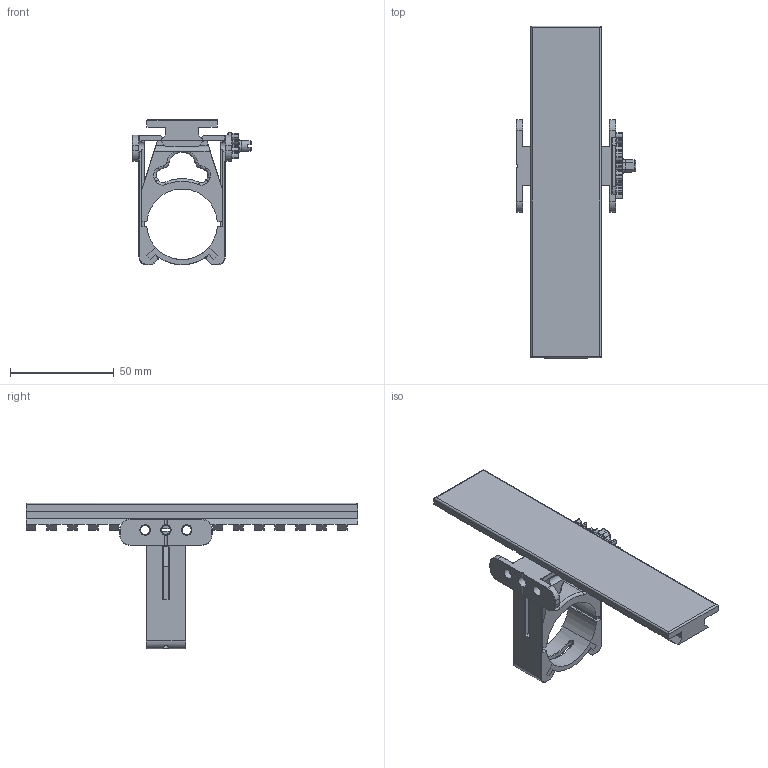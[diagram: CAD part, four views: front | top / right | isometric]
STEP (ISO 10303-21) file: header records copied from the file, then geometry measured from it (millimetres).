
FILE_DESCRIPTION(/* description */ (''),/* implementation_level */ '2;1');
FILE_NAME(/* name */ 'InteBase v14.step',/* time_stamp */ '2020-07-08T13:41:53-04:00',/* author */ (''),/* organization */ (''),/* preprocessor_version */ 'ST-DEVELOPER v18.1',/* originating_system */ 'Autodesk Translation Framework v9.3.0.1241',/* authorisation */ '');
FILE_SCHEMA (('AUTOMOTIVE_DESIGN { 1 0 10303 214 3 1 1 }'));
Length unit declared in the file: inch
Products named in the file (8): InteBase; Statue; PIC DUMBY; Cap; Band Right; Band Left; Master Tigear Nut; Slave Tigear Nut
Assembly tree (7 placements, depth 2):
  InteBase
    Statue
    PIC DUMBY
    Cap
    Band Right
    Band Left
    Master Tigear Nut
    Slave Tigear Nut
Bounding box: 57.51 x 160 x 70.18 mm (x, y, z)
Volume: 66713.6 mm3; surface area: 35429.3 mm2
Topology: 9 solids, 9 shells, 741 faces, 2002 edges, 1267 vertices
Faces by surface type: plane 309, cylinder 272, torus 93, bspline 61, sphere 6
Full cylindrical faces by diameter (mm): 2.54 x2, 4.318 x3, 5.08 x6
Entity records: 38570 total; most frequent: CARTESIAN_POINT 19909, ORIENTED_EDGE 3996, DIRECTION 3828, EDGE_CURVE 1998, AXIS2_PLACEMENT_3D 1343, VERTEX_POINT 1267, LINE 1142, VECTOR 1142
